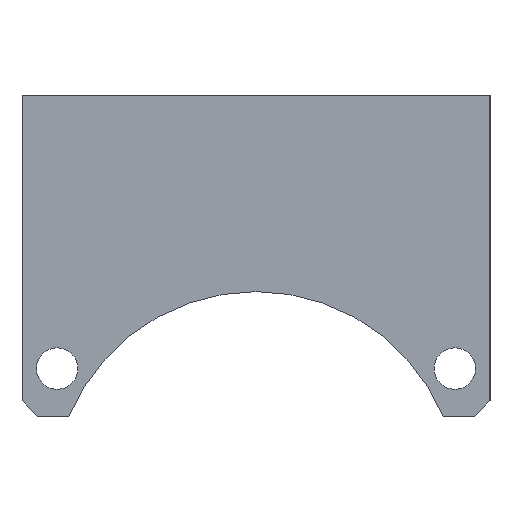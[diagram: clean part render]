
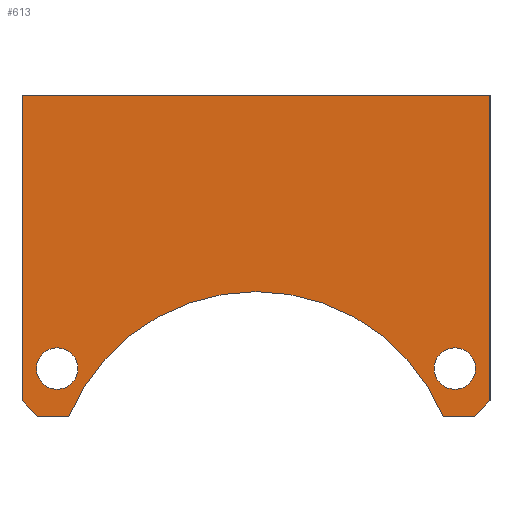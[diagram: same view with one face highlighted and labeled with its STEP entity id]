
A CAD part, front view. The second image highlights one B-rep face of the part: STEP entity #613.
In plain terms, the highlighted planar face has unit normal (0, -1, 0).
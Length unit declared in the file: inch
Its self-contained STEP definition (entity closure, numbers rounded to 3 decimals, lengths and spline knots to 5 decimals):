
#10 = EDGE_CURVE ( 'NONE', #828, #829, #326, .T. ) ;
#11 = EDGE_CURVE ( 'NONE', #854, #855, #432, .T. ) ;
#17 = EDGE_CURVE ( 'NONE', #846, #847, #338, .T. ) ;
#19 = EDGE_CURVE ( 'NONE', #863, #866, #444, .T. ) ;
#27 = EDGE_CURVE ( 'NONE', #864, #854, #280, .T. ) ;
#44 = EDGE_CURVE ( 'NONE', #865, #855, #389, .T. ) ;
#48 = EDGE_CURVE ( 'NONE', #864, #863, #329, .T. ) ;
#54 = EDGE_CURVE ( 'NONE', #866, #867, #476, .T. ) ;
#56 = EDGE_CURVE ( 'NONE', #851, #850, #258, .T. ) ;
#67 = EDGE_CURVE ( 'NONE', #867, #828, #226, .T. ) ;
#108 = ORIENTED_EDGE ( 'NONE', *, *, #48, .T. ) ;
#109 = ORIENTED_EDGE ( 'NONE', *, *, #54, .T. ) ;
#123 = ORIENTED_EDGE ( 'NONE', *, *, #10, .T. ) ;
#127 = ORIENTED_EDGE ( 'NONE', *, *, #561, .T. ) ;
#138 = ORIENTED_EDGE ( 'NONE', *, *, #67, .T. ) ;
#167 = ORIENTED_EDGE ( 'NONE', *, *, #44, .T. ) ;
#174 = ORIENTED_EDGE ( 'NONE', *, *, #536, .T. ) ;
#182 = ORIENTED_EDGE ( 'NONE', *, *, #17, .T. ) ;
#188 = ORIENTED_EDGE ( 'NONE', *, *, #11, .F. ) ;
#205 = ORIENTED_EDGE ( 'NONE', *, *, #27, .F. ) ;
#207 = ORIENTED_EDGE ( 'NONE', *, *, #564, .T. ) ;
#209 = ORIENTED_EDGE ( 'NONE', *, *, #19, .T. ) ;
#214 = ORIENTED_EDGE ( 'NONE', *, *, #56, .T. ) ;
#226 = CIRCLE ( 'NONE', #578, 1.3 ) ;
#241 = FACE_BOUND ( 'NONE', #311, .T. ) ;
#258 = CIRCLE ( 'NONE', #586, 0.133 ) ;
#280 = LINE ( 'NONE', #918, #370 ) ;
#288 = FACE_OUTER_BOUND ( 'NONE', #404, .T. ) ;
#306 = VECTOR ( 'NONE', #989, 39.37008 ) ;
#308 = VECTOR ( 'NONE', #1002, 39.37008 ) ;
#311 = EDGE_LOOP ( 'NONE', ( #214, #174 ) ) ;
#326 = CIRCLE ( 'NONE', #553, 1.3 ) ;
#329 = LINE ( 'NONE', #988, #306 ) ;
#338 = CIRCLE ( 'NONE', #554, 0.133 ) ;
#339 = VECTOR ( 'NONE', #898, 39.37008 ) ;
#340 = VECTOR ( 'NONE', #1074, 39.37008 ) ;
#365 = LINE ( 'NONE', #1073, #340 ) ;
#370 = VECTOR ( 'NONE', #919, 39.37008 ) ;
#389 = LINE ( 'NONE', #980, #475 ) ;
#390 = EDGE_LOOP ( 'NONE', ( #127, #182 ) ) ;
#404 = EDGE_LOOP ( 'NONE', ( #207, #167, #188, #205, #108, #209, #109, #138, #123 ) ) ;
#432 = LINE ( 'NONE', #876, #433 ) ;
#433 = VECTOR ( 'NONE', #877, 39.37008 ) ;
#439 = CIRCLE ( 'NONE', #581, 0.133 ) ;
#444 = LINE ( 'NONE', #897, #339 ) ;
#447 = CIRCLE ( 'NONE', #557, 0.133 ) ;
#470 = FACE_BOUND ( 'NONE', #390, .T. ) ;
#475 = VECTOR ( 'NONE', #981, 39.37008 ) ;
#476 = LINE ( 'NONE', #1001, #308 ) ;
#536 = EDGE_CURVE ( 'NONE', #850, #851, #439, .T. ) ;
#553 = AXIS2_PLACEMENT_3D ( 'NONE', #873, #874, #875 ) ;
#554 = AXIS2_PLACEMENT_3D ( 'NONE', #892, #893, #894 ) ;
#557 = AXIS2_PLACEMENT_3D ( 'NONE', #1070, #1071, #1072 ) ;
#561 = EDGE_CURVE ( 'NONE', #847, #846, #447, .T. ) ;
#564 = EDGE_CURVE ( 'NONE', #829, #865, #365, .T. ) ;
#578 = AXIS2_PLACEMENT_3D ( 'NONE', #1033, #1034, #1035 ) ;
#581 = AXIS2_PLACEMENT_3D ( 'NONE', #1056, #1057, #1058 ) ;
#586 = AXIS2_PLACEMENT_3D ( 'NONE', #1006, #1007, #1008 ) ;
#599 = AXIS2_PLACEMENT_3D ( 'NONE', #657, #658, #659 ) ;
#613 = ADVANCED_FACE ( 'NONE', ( #470, #241, #288 ), #656, .F. ) ;
#656 = PLANE ( 'NONE',  #599 ) ;
#657 = CARTESIAN_POINT ( 'NONE',  ( -1.5, -0.25, 1.95 ) ) ;
#658 = DIRECTION ( 'NONE',  ( 0., 1., 0. ) ) ;
#659 = DIRECTION ( 'NONE',  ( 0., 0., 1. ) ) ;
#727 = CARTESIAN_POINT ( 'NONE',  ( 0., -0.25, 0.69291 ) ) ;
#728 = CARTESIAN_POINT ( 'NONE',  ( 1.2, -0.25, -0.10709 ) ) ;
#745 = CARTESIAN_POINT ( 'NONE',  ( 1.275, -0.25, 0.067 ) ) ;
#746 = CARTESIAN_POINT ( 'NONE',  ( 1.275, -0.25, 0.333 ) ) ;
#749 = CARTESIAN_POINT ( 'NONE',  ( -1.275, -0.25, 0.067 ) ) ;
#750 = CARTESIAN_POINT ( 'NONE',  ( -1.275, -0.25, 0.333 ) ) ;
#753 = CARTESIAN_POINT ( 'NONE',  ( 1.5, -0.25, 1.95 ) ) ;
#754 = CARTESIAN_POINT ( 'NONE',  ( 1.5, -0.25, -0.00709 ) ) ;
#762 = CARTESIAN_POINT ( 'NONE',  ( -1.5, -0.25, -0.00709 ) ) ;
#763 = CARTESIAN_POINT ( 'NONE',  ( -1.5, -0.25, 1.95 ) ) ;
#764 = CARTESIAN_POINT ( 'NONE',  ( 1.4, -0.25, -0.10709 ) ) ;
#765 = CARTESIAN_POINT ( 'NONE',  ( -1.4, -0.25, -0.10709 ) ) ;
#766 = CARTESIAN_POINT ( 'NONE',  ( -1.2, -0.25, -0.10709 ) ) ;
#828 = VERTEX_POINT ( 'NONE', #727 ) ;
#829 = VERTEX_POINT ( 'NONE', #728 ) ;
#846 = VERTEX_POINT ( 'NONE', #745 ) ;
#847 = VERTEX_POINT ( 'NONE', #746 ) ;
#850 = VERTEX_POINT ( 'NONE', #749 ) ;
#851 = VERTEX_POINT ( 'NONE', #750 ) ;
#854 = VERTEX_POINT ( 'NONE', #753 ) ;
#855 = VERTEX_POINT ( 'NONE', #754 ) ;
#863 = VERTEX_POINT ( 'NONE', #762 ) ;
#864 = VERTEX_POINT ( 'NONE', #763 ) ;
#865 = VERTEX_POINT ( 'NONE', #764 ) ;
#866 = VERTEX_POINT ( 'NONE', #765 ) ;
#867 = VERTEX_POINT ( 'NONE', #766 ) ;
#873 = CARTESIAN_POINT ( 'NONE',  ( 0., -0.25, -0.60709 ) ) ;
#874 = DIRECTION ( 'NONE',  ( 0., 1., 0. ) ) ;
#875 = DIRECTION ( 'NONE',  ( 0., 0., 1. ) ) ;
#876 = CARTESIAN_POINT ( 'NONE',  ( 1.5, -0.25, 1.95 ) ) ;
#877 = DIRECTION ( 'NONE',  ( 0., 0., -1. ) ) ;
#892 = CARTESIAN_POINT ( 'NONE',  ( 1.275, -0.25, 0.2 ) ) ;
#893 = DIRECTION ( 'NONE',  ( 0., 1., 0. ) ) ;
#894 = DIRECTION ( 'NONE',  ( 0., 0., 1. ) ) ;
#897 = CARTESIAN_POINT ( 'NONE',  ( -1.4, -0.25, -0.10709 ) ) ;
#898 = DIRECTION ( 'NONE',  ( 0.707, 0., -0.707 ) ) ;
#918 = CARTESIAN_POINT ( 'NONE',  ( -1.5, -0.25, 1.95 ) ) ;
#919 = DIRECTION ( 'NONE',  ( 1., 0., 0. ) ) ;
#980 = CARTESIAN_POINT ( 'NONE',  ( 1.5, -0.25, -0.00709 ) ) ;
#981 = DIRECTION ( 'NONE',  ( 0.707, 0., 0.707 ) ) ;
#988 = CARTESIAN_POINT ( 'NONE',  ( -1.5, -0.25, 1.95 ) ) ;
#989 = DIRECTION ( 'NONE',  ( 0., 0., -1. ) ) ;
#1001 = CARTESIAN_POINT ( 'NONE',  ( -1.5, -0.25, -0.10709 ) ) ;
#1002 = DIRECTION ( 'NONE',  ( 1., 0., 0. ) ) ;
#1006 = CARTESIAN_POINT ( 'NONE',  ( -1.275, -0.25, 0.2 ) ) ;
#1007 = DIRECTION ( 'NONE',  ( 0., 1., 0. ) ) ;
#1008 = DIRECTION ( 'NONE',  ( 0., 0., 1. ) ) ;
#1033 = CARTESIAN_POINT ( 'NONE',  ( 0., -0.25, -0.60709 ) ) ;
#1034 = DIRECTION ( 'NONE',  ( 0., 1., 0. ) ) ;
#1035 = DIRECTION ( 'NONE',  ( 0., 0., 1. ) ) ;
#1056 = CARTESIAN_POINT ( 'NONE',  ( -1.275, -0.25, 0.2 ) ) ;
#1057 = DIRECTION ( 'NONE',  ( 0., 1., 0. ) ) ;
#1058 = DIRECTION ( 'NONE',  ( 0., 0., 1. ) ) ;
#1070 = CARTESIAN_POINT ( 'NONE',  ( 1.275, -0.25, 0.2 ) ) ;
#1071 = DIRECTION ( 'NONE',  ( 0., 1., 0. ) ) ;
#1072 = DIRECTION ( 'NONE',  ( 0., 0., 1. ) ) ;
#1073 = CARTESIAN_POINT ( 'NONE',  ( 1.5, -0.25, -0.10709 ) ) ;
#1074 = DIRECTION ( 'NONE',  ( 1., 0., 0. ) ) ;
